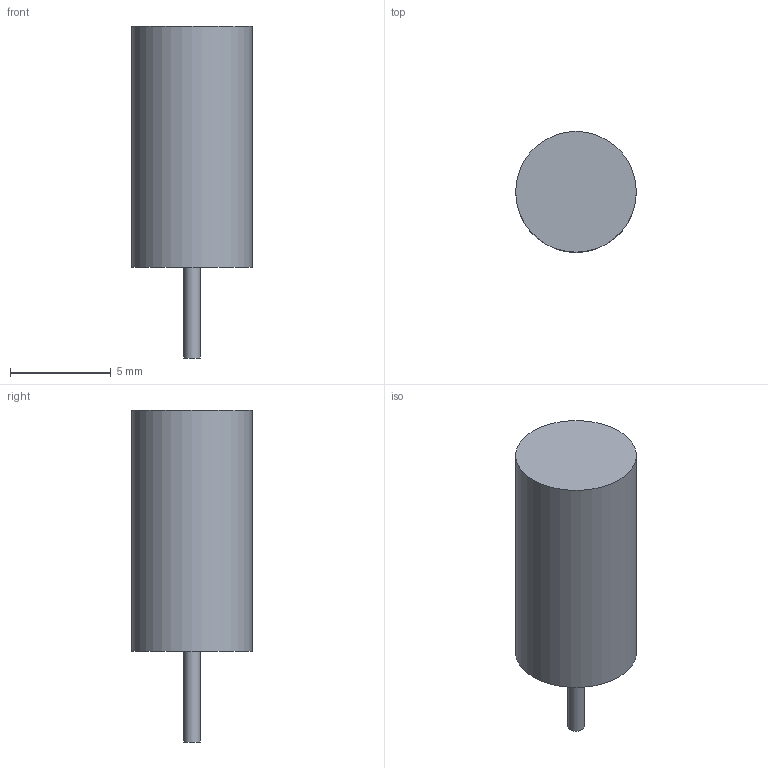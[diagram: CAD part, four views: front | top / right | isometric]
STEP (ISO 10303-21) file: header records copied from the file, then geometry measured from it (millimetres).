
FILE_DESCRIPTION(/* description */ (''),/* implementation_level */ '2;1');
FILE_NAME(/* name */ 'motor v1.step',/* time_stamp */ '2017-11-27T22:17:59+09:00',/* author */ ('kerikun11'),/* organization */ (''),/* preprocessor_version */ 'ST-DEVELOPER v16.13',/* originating_system */ 'Autodesk Translation Framework v6.5.0.72',/* authorisation */ '');
FILE_SCHEMA (('AUTOMOTIVE_DESIGN { 1 0 10303 214 3 1 1 }'));
Length unit declared in the file: millimetre
Products named in the file (2): motor; コンポーネント1
Assembly tree (1 placements, depth 2):
  motor
    コンポーネント1
Bounding box: 6 x 6 x 16.5 mm (x, y, z)
Volume: 341.6 mm3; surface area: 295.1 mm2
Topology: 2 solids, 2 shells, 6 faces, 6 edges, 4 vertices
Faces by surface type: plane 4, cylinder 2
Full cylindrical faces by diameter (mm): 0.8 x1, 6 x1
Entity records: 185 total; most frequent: DIRECTION 28, CARTESIAN_POINT 19, AXIS2_PLACEMENT_3D 13, ORIENTED_EDGE 12, FACE_OUTER_BOUND 6, EDGE_LOOP 6, EDGE_CURVE 6, ADVANCED_FACE 6
